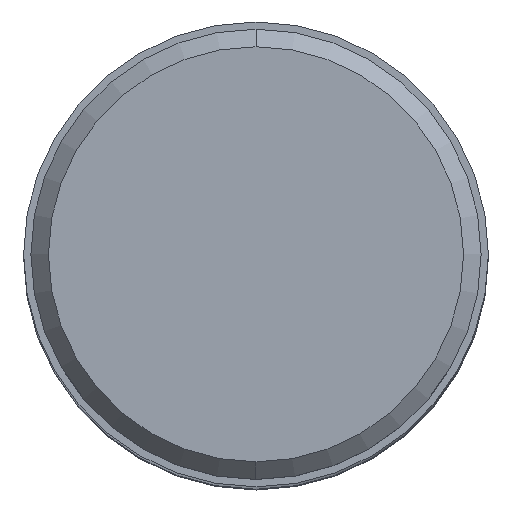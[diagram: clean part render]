
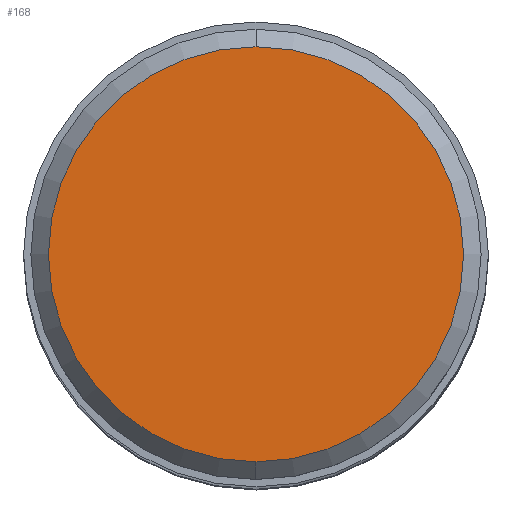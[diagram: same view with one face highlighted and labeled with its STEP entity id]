
A CAD part, top view. The second image highlights one B-rep face of the part: STEP entity #168.
In plain terms, the highlighted planar face has unit normal (0, 0, 1).
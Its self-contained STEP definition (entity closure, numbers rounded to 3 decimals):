
#29=PLANE('',#1165);
#168=ADVANCED_FACE('',(#233),#29,.F.);
#233=FACE_OUTER_BOUND('',#293,.T.);
#293=EDGE_LOOP('',(#506,#507));
#506=ORIENTED_EDGE('',*,*,#731,.T.);
#507=ORIENTED_EDGE('',*,*,#729,.T.);
#613=VERTEX_POINT('',#2839);
#614=VERTEX_POINT('',#2841);
#729=EDGE_CURVE('',#614,#613,#879,.T.);
#731=EDGE_CURVE('',#613,#614,#880,.T.);
#879=CIRCLE('',#1161,14.175);
#880=CIRCLE('',#1163,14.175);
#1161=AXIS2_PLACEMENT_3D('',#2840,#1432,#1433);
#1163=AXIS2_PLACEMENT_3D('',#2844,#1437,#1438);
#1165=AXIS2_PLACEMENT_3D('',#2846,#1441,#1442);
#1432=DIRECTION('',(0.,0.,1.));
#1433=DIRECTION('',(0.,1.,0.));
#1437=DIRECTION('',(0.,0.,1.));
#1438=DIRECTION('',(0.,-1.,0.));
#1441=DIRECTION('',(0.,0.,-1.));
#1442=DIRECTION('',(1.,0.,0.));
#2839=CARTESIAN_POINT('',(0.,-14.175,0.));
#2840=CARTESIAN_POINT('',(0.,0.,0.));
#2841=CARTESIAN_POINT('',(0.,14.175,0.));
#2844=CARTESIAN_POINT('',(0.,0.,0.));
#2846=CARTESIAN_POINT('',(0.,0.,0.));
